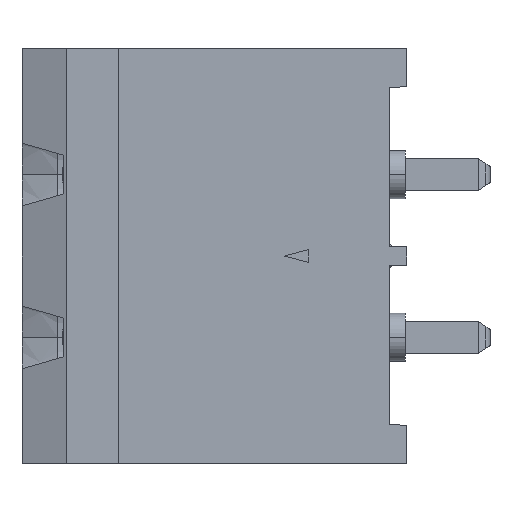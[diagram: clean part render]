
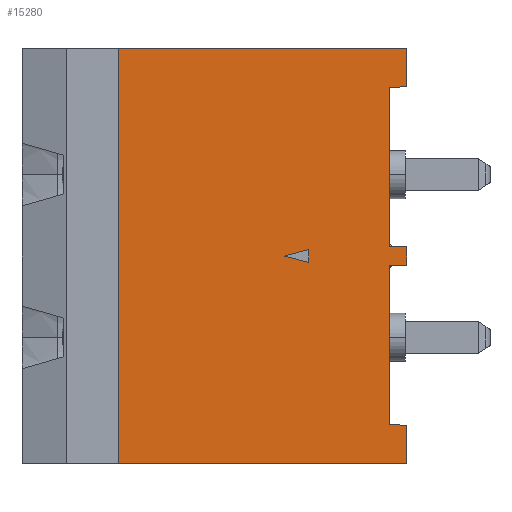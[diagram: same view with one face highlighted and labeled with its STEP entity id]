
A CAD part, left-side view. The second image highlights one B-rep face of the part: STEP entity #15280.
In plain terms, the highlighted face is planar.
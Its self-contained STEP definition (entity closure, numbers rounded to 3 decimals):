
#10880=CARTESIAN_POINT('',(36.627,45.443,
3.94));
#10890=VERTEX_POINT('',#10880);
#10920=CARTESIAN_POINT('',(0.,45.443,3.94));
#10930=DIRECTION('',(1.,0.,0.));
#10940=VECTOR('',#10930,1.);
#10950=LINE('',#10920,#10940);
#10960=CARTESIAN_POINT('',(45.627,45.443,
3.94));
#10970=VERTEX_POINT('',#10960);
#10980=EDGE_CURVE('',#10890,#10970,#10950,.T.);
#14080=CARTESIAN_POINT('',(40.968,45.443,
-4.011));
#14090=DIRECTION('',(0.,-1.,0.));
#14100=DIRECTION('',(1.,0.,0.));
#14110=AXIS2_PLACEMENT_3D('',#14080,#14090,#14100);
#14120=PLANE('',#14110);
#14130=CARTESIAN_POINT('',(0.,45.443,-3.529));
#14140=DIRECTION('',(0.999,0.,0.035));
#14150=VECTOR('',#14140,1.);
#14160=LINE('',#14130,#14150);
#14170=CARTESIAN_POINT('',(36.627,45.443,
-2.25));
#14180=VERTEX_POINT('',#14170);
#14190=CARTESIAN_POINT('',(37.177,45.443,
-2.231));
#14200=VERTEX_POINT('',#14190);
#14210=EDGE_CURVE('',#14180,#14200,#14160,.T.);
#14220=ORIENTED_EDGE('',*,*,#14210,.T.);
#14230=CARTESIAN_POINT('',(36.627,45.443,0.));
#14240=DIRECTION('',(0.,0.,1.));
#14250=VECTOR('',#14240,1.);
#14260=LINE('',#14230,#14250);
#14270=CARTESIAN_POINT('',(36.627,45.443,-2.83));
#14280=VERTEX_POINT('',#14270);
#14290=EDGE_CURVE('',#14280,#14180,#14260,.T.);
#14300=ORIENTED_EDGE('',*,*,#14290,.T.);
#14310=CARTESIAN_POINT('',(0.,45.443,-1.551));
#14320=DIRECTION('',(0.999,0.,-0.035));
#14330=VECTOR('',#14320,1.);
#14340=LINE('',#14310,#14330);
#14350=CARTESIAN_POINT('',(37.177,45.443,
-2.849));
#14360=VERTEX_POINT('',#14350);
#14370=EDGE_CURVE('',#14280,#14360,#14340,.T.);
#14380=ORIENTED_EDGE('',*,*,#14370,.F.);
#14390=CARTESIAN_POINT('',(37.177,45.443,0.));
#14400=DIRECTION('',(0.,0.,1.));
#14410=VECTOR('',#14400,1.);
#14420=LINE('',#14390,#14410);
#14430=CARTESIAN_POINT('',(37.177,45.443,
-7.801));
#14440=VERTEX_POINT('',#14430);
#14450=EDGE_CURVE('',#14440,#14360,#14420,.T.);
#14460=ORIENTED_EDGE('',*,*,#14450,.T.);
#14470=CARTESIAN_POINT('',(0.,45.443,-9.099));
#14480=DIRECTION('',(-0.999,0.,-0.035));
#14490=VECTOR('',#14480,1.);
#14500=LINE('',#14470,#14490);
#14510=CARTESIAN_POINT('',(36.627,45.443,
-7.82));
#14520=VERTEX_POINT('',#14510);
#14530=EDGE_CURVE('',#14440,#14520,#14500,.T.);
#14540=ORIENTED_EDGE('',*,*,#14530,.F.);
#14550=CARTESIAN_POINT('',(36.627,45.443,0.));
#14560=DIRECTION('',(0.,0.,-1.));
#14570=VECTOR('',#14560,1.);
#14580=LINE('',#14550,#14570);
#14590=CARTESIAN_POINT('',(36.627,45.443,-9.02));
#14600=VERTEX_POINT('',#14590);
#14610=EDGE_CURVE('',#14520,#14600,#14580,.T.);
#14620=ORIENTED_EDGE('',*,*,#14610,.F.);
#14630=CARTESIAN_POINT('',(0.,45.443,-9.02));
#14640=DIRECTION('',(1.,0.,0.));
#14650=VECTOR('',#14640,1.);
#14660=LINE('',#14630,#14650);
#14670=CARTESIAN_POINT('',(45.627,45.443,-9.02));
#14680=VERTEX_POINT('',#14670);
#14690=EDGE_CURVE('',#14600,#14680,#14660,.T.);
#14700=ORIENTED_EDGE('',*,*,#14690,.F.);
#14710=CARTESIAN_POINT('',(45.627,45.443,0.));
#14720=DIRECTION('',(0.,0.,1.));
#14730=VECTOR('',#14720,1.);
#14740=LINE('',#14710,#14730);
#14750=EDGE_CURVE('',#14680,#10970,#14740,.T.);
#14760=ORIENTED_EDGE('',*,*,#14750,.F.);
#14770=ORIENTED_EDGE('',*,*,#10980,.T.);
#14780=CARTESIAN_POINT('',(36.627,45.443,0.));
#14790=DIRECTION('',(0.,0.,-1.));
#14800=VECTOR('',#14790,1.);
#14810=LINE('',#14780,#14800);
#14820=CARTESIAN_POINT('',(36.627,45.443,
2.74));
#14830=VERTEX_POINT('',#14820);
#14840=EDGE_CURVE('',#10890,#14830,#14810,.T.);
#14850=ORIENTED_EDGE('',*,*,#14840,.F.);
#14860=CARTESIAN_POINT('',(0.,45.443,4.019));
#14870=DIRECTION('',(0.999,0.,-0.035));
#14880=VECTOR('',#14870,1.);
#14890=LINE('',#14860,#14880);
#14900=CARTESIAN_POINT('',(37.177,45.443,
2.721));
#14910=VERTEX_POINT('',#14900);
#14920=EDGE_CURVE('',#14830,#14910,#14890,.T.);
#14930=ORIENTED_EDGE('',*,*,#14920,.F.);
#14940=CARTESIAN_POINT('',(37.177,45.443,0.));
#14950=DIRECTION('',(0.,0.,-1.));
#14960=VECTOR('',#14950,1.);
#14970=LINE('',#14940,#14960);
#14980=EDGE_CURVE('',#14910,#14200,#14970,.T.);
#14990=ORIENTED_EDGE('',*,*,#14980,.F.);
#15000=EDGE_LOOP('',(#14990,#14930,#14850,#14770,#14760,#14700,#14620,
#14540,#14460,#14380,#14300,#14220));
#15010=FACE_OUTER_BOUND('',#15000,.T.);
#15020=CARTESIAN_POINT('',(39.677,45.443,0.));
#15030=DIRECTION('',(0.,0.,1.));
#15040=VECTOR('',#15030,1.);
#15050=LINE('',#15020,#15040);
#15060=CARTESIAN_POINT('',(39.677,45.443,
-2.741));
#15070=VERTEX_POINT('',#15060);
#15080=CARTESIAN_POINT('',(39.677,45.443,
-2.339));
#15090=VERTEX_POINT('',#15080);
#15100=EDGE_CURVE('',#15070,#15090,#15050,.T.);
#15110=ORIENTED_EDGE('',*,*,#15100,.F.);
#15120=CARTESIAN_POINT('',(0.,45.443,8.292));
#15130=DIRECTION('',(0.966,0.,-0.259));
#15140=VECTOR('',#15130,1.);
#15150=LINE('',#15120,#15140);
#15160=CARTESIAN_POINT('',(40.427,45.443,
-2.54));
#15170=VERTEX_POINT('',#15160);
#15180=EDGE_CURVE('',#15090,#15170,#15150,.T.);
#15190=ORIENTED_EDGE('',*,*,#15180,.F.);
#15200=CARTESIAN_POINT('',(0.,45.443,-13.372));
#15210=DIRECTION('',(0.966,0.,0.259));
#15220=VECTOR('',#15210,1.);
#15230=LINE('',#15200,#15220);
#15240=EDGE_CURVE('',#15070,#15170,#15230,.T.);
#15250=ORIENTED_EDGE('',*,*,#15240,.T.);
#15260=EDGE_LOOP('',(#15250,#15190,#15110));
#15270=FACE_BOUND('',#15260,.T.);
#15280=ADVANCED_FACE('',(#15010,#15270),#14120,.F.);
